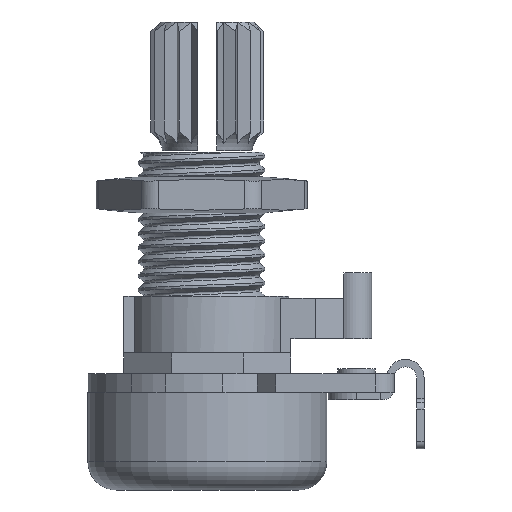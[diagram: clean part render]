
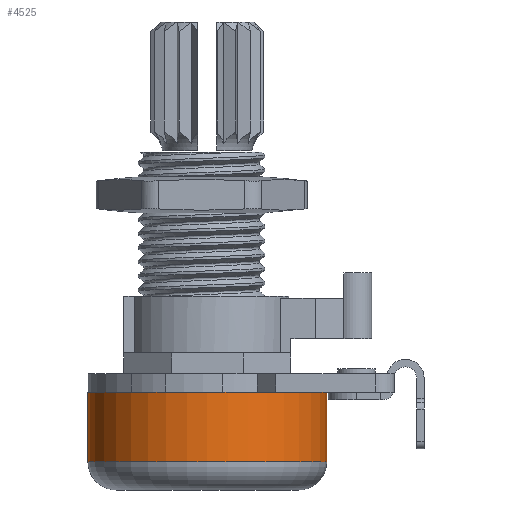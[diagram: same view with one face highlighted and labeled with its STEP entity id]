
A CAD part, left-side view. The second image highlights one B-rep face of the part: STEP entity #4525.
In plain terms, the highlighted cylindrical face has radius 6.36 mm (diameter 12.72 mm), a full revolution.
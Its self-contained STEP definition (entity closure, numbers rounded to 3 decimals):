
#1167=CYLINDRICAL_SURFACE($,#4822,6.36);
#1245=FACE_BOUND($,#1553,.T.);
#1283=FACE_OUTER_BOUND($,#1552,.T.);
#1552=EDGE_LOOP($,(#3157));
#1553=EDGE_LOOP($,(#3158));
#1857=CIRCLE($,#4821,6.36);
#1858=CIRCLE($,#4823,6.36);
#2020=VERTEX_POINT($,#6536);
#2021=VERTEX_POINT($,#6539);
#2473=EDGE_CURVE($,#2020,#2020,#1857,.T.);
#2474=EDGE_CURVE($,#2021,#2021,#1858,.T.);
#3157=ORIENTED_EDGE($,*,*,#2474,.T.);
#3158=ORIENTED_EDGE($,*,*,#2473,.F.);
#4525=ADVANCED_FACE($,(#1283,#1245),#1167,.T.);
#4821=AXIS2_PLACEMENT_3D($,#6537,#5266,#5267);
#4822=AXIS2_PLACEMENT_3D($,#6538,#5268,#5269);
#4823=AXIS2_PLACEMENT_3D($,#6540,#5270,#5271);
#5266=DIRECTION('center_axis',(0.,0.,-1.));
#5267=DIRECTION('ref_axis',(-1.,0.,0.));
#5268=DIRECTION('center_axis',(0.,0.,1.));
#5269=DIRECTION('ref_axis',(1.,0.,0.));
#5270=DIRECTION('center_axis',(0.,0.,-1.));
#5271=DIRECTION('ref_axis',(1.,0.,0.));
#6536=CARTESIAN_POINT('',(6.36,0.,1.5));
#6537=CARTESIAN_POINT('Origin',(0.,0.,1.5));
#6538=CARTESIAN_POINT('Origin',(0.,0.,0.));
#6539=CARTESIAN_POINT('',(6.36,0.,5.2));
#6540=CARTESIAN_POINT('Origin',(0.,0.,5.2));
